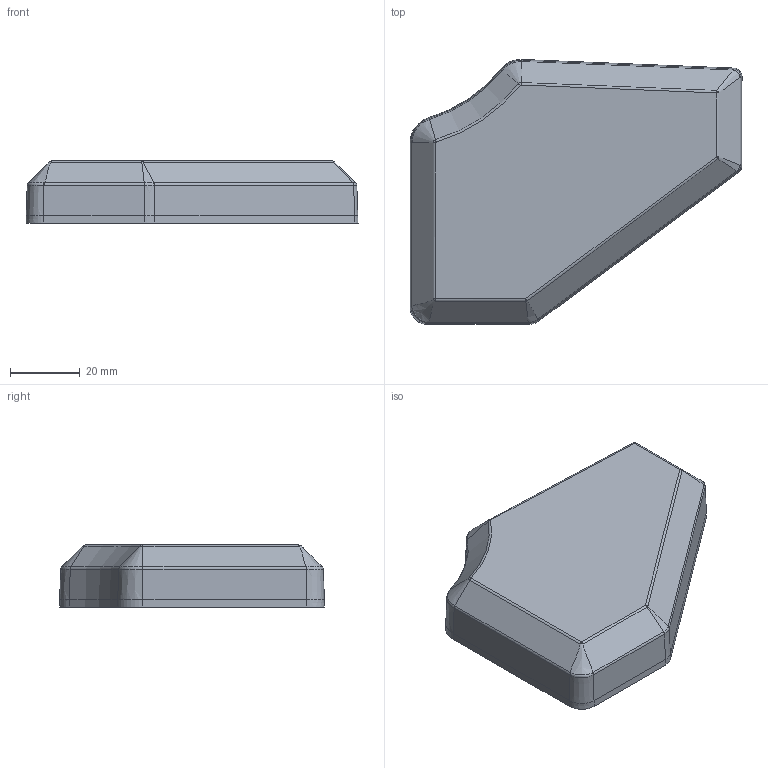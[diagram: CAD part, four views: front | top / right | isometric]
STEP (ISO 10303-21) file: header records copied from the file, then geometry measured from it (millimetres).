
FILE_DESCRIPTION (( 'STEP AP214' ), '1' );
FILE_NAME ('TopAb_L_cover.STEP', '2017-08-15T07:56:09', ( '' ), ( '' ), 'SwSTEP 2.0', 'SolidWorks 2016', '' );
FILE_SCHEMA (( 'AUTOMOTIVE_DESIGN' ));
Length unit declared in the file: millimetre
Products named in the file (1): TopAb_L_cover
Bounding box: 95.18 x 75.96 x 17.78 mm (x, y, z)
Volume: 18996.1 mm3; surface area: 20294.7 mm2
Topology: 1 solids, 3 shells, 295 faces, 769 edges, 485 vertices
Faces by surface type: plane 157, bspline 57, cone 49, cylinder 26, torus 6
Entity records: 13022 total; most frequent: CARTESIAN_POINT 4191, ORIENTED_EDGE 1528, DIRECTION 1215, EDGE_CURVE 764, VERTEX_POINT 485, LINE 455, VECTOR 455, AXIS2_PLACEMENT_3D 380
